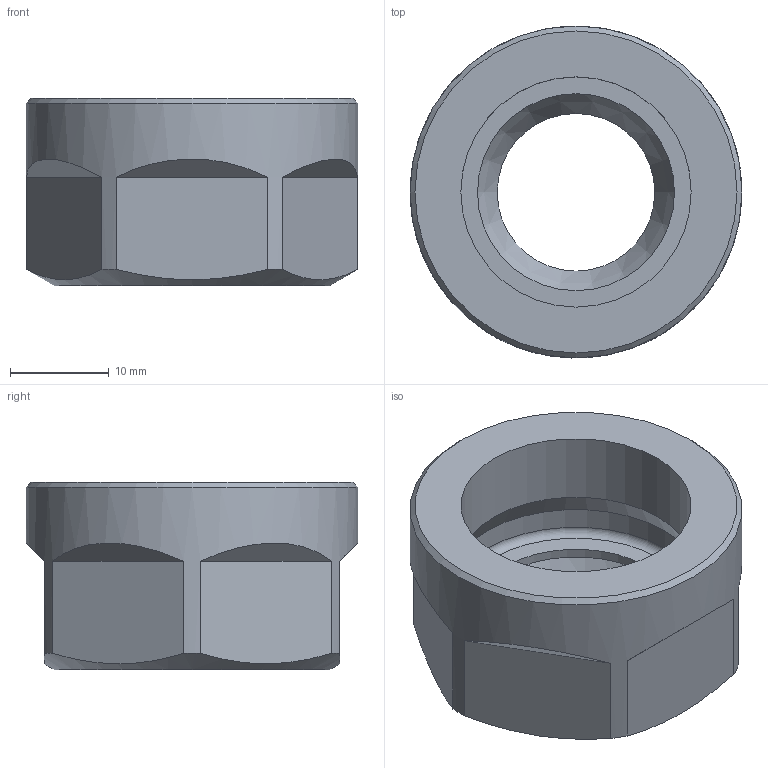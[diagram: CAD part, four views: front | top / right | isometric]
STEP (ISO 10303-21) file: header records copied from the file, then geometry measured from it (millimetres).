
FILE_DESCRIPTION(/* description */ (''),/* implementation_level */ '2;1');
FILE_NAME(/* name */ '342002000.stp',/* time_stamp */ '2021-01-08T12:46:09',/* author */ ('LRA'),/* organization */ ('REGO-FIX'),/* preprocessor_version */ ' Unknown',/* originating_system */ 'SIEMENS PLM Software Solid Edge ST10',/* authorization */ 'Unknown');
FILE_SCHEMA (('AUTOMOTIVE_DESIGN { 1 0 10303 214 2 1 1}'));
Length unit declared in the file: millimetre
Products named in the file (1): NOCUT
Bounding box: 33.7 x 33.7 x 19 mm (x, y, z)
Volume: 7972.3 mm3; surface area: 4548.9 mm2
Topology: 1 solids, 1 shells, 27 faces, 65 edges, 42 vertices
Faces by surface type: plane 16, cylinder 5, cone 4, torus 2
Full cylindrical faces by diameter (mm): 16 x1, 20 x1, 23.376 x1, 25.5 x1, 33.7 x1
Entity records: 951 total; most frequent: CARTESIAN_POINT 149, DIRECTION 132, ORIENTED_EDGE 100, AXIS2_PLACEMENT_3D 57, EDGE_CURVE 50, EDGE_LOOP 42, FACE_BOUND 42, VERTEX_POINT 38
